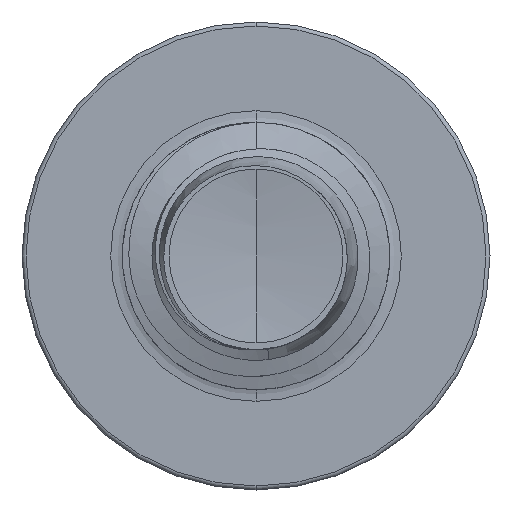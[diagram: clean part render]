
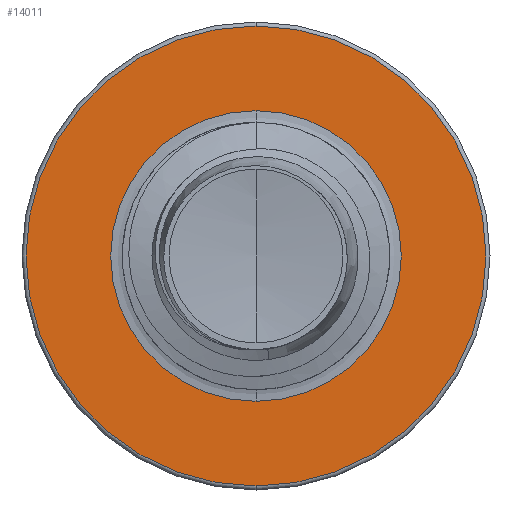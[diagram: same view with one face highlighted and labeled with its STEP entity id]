
A CAD part, front view. The second image highlights one B-rep face of the part: STEP entity #14011.
In plain terms, the highlighted planar face has unit normal (0, -1, 0).
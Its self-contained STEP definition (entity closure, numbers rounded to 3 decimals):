
#103 = VERTEX_POINT ( 'NONE', #8468 ) ;
#500 = CARTESIAN_POINT ( 'NONE',  ( 0., 4.5, 2.174 ) ) ;
#1078 = DIRECTION ( 'NONE',  ( 0., 0., 1. ) ) ;
#1086 = DIRECTION ( 'NONE',  ( 0., 1., 0. ) ) ;
#1106 = AXIS2_PLACEMENT_3D ( 'NONE', #5278, #5252, #5221 ) ;
#1116 = CARTESIAN_POINT ( 'NONE',  ( 0., 4.5, 0. ) ) ;
#1825 = CARTESIAN_POINT ( 'NONE',  ( 0., 4.5, 3.44 ) ) ;
#2077 = CIRCLE ( 'NONE', #2791, 2.174 ) ;
#2791 = AXIS2_PLACEMENT_3D ( 'NONE', #8264, #8244, #8239 ) ;
#3316 = CIRCLE ( 'NONE', #3379, 2.174 ) ;
#3379 = AXIS2_PLACEMENT_3D ( 'NONE', #6762, #6759, #6732 ) ;
#4231 = CARTESIAN_POINT ( 'NONE',  ( 0., 4.5, -3.44 ) ) ;
#4600 = FACE_OUTER_BOUND ( 'NONE', #16856, .T. ) ;
#4666 = DIRECTION ( 'NONE',  ( 0., 0., 1. ) ) ;
#4668 = DIRECTION ( 'NONE',  ( 0., 1., 0. ) ) ;
#4695 = CARTESIAN_POINT ( 'NONE',  ( 0., 4.5, 0. ) ) ;
#4911 = EDGE_CURVE ( 'NONE', #16590, #14227, #7297, .T. ) ;
#5221 = DIRECTION ( 'NONE',  ( 0., 0., 1. ) ) ;
#5252 = DIRECTION ( 'NONE',  ( 0., 1., 0. ) ) ;
#5278 = CARTESIAN_POINT ( 'NONE',  ( 0., 4.5, -2.174 ) ) ;
#5582 = PLANE ( 'NONE',  #1106 ) ;
#5616 = ORIENTED_EDGE ( 'NONE', *, *, #4911, .F. ) ;
#6732 = DIRECTION ( 'NONE',  ( 0., 0., 1. ) ) ;
#6759 = DIRECTION ( 'NONE',  ( 0., 1., 0. ) ) ;
#6762 = CARTESIAN_POINT ( 'NONE',  ( 0., 4.5, 0. ) ) ;
#7297 = CIRCLE ( 'NONE', #12192, 3.44 ) ;
#8239 = DIRECTION ( 'NONE',  ( 0., 0., 1. ) ) ;
#8244 = DIRECTION ( 'NONE',  ( 0., 1., 0. ) ) ;
#8264 = CARTESIAN_POINT ( 'NONE',  ( 0., 4.5, 0. ) ) ;
#8468 = CARTESIAN_POINT ( 'NONE',  ( 0., 4.5, -2.174 ) ) ;
#10179 = ORIENTED_EDGE ( 'NONE', *, *, #16329, .F. ) ;
#10811 = AXIS2_PLACEMENT_3D ( 'NONE', #4695, #4668, #4666 ) ;
#12192 = AXIS2_PLACEMENT_3D ( 'NONE', #1116, #1086, #1078 ) ;
#12663 = EDGE_CURVE ( 'NONE', #15709, #103, #3316, .T. ) ;
#14011 = ADVANCED_FACE ( 'NONE', ( #4600, #15970 ), #5582, .F. ) ;
#14185 = ORIENTED_EDGE ( 'NONE', *, *, #12663, .T. ) ;
#14227 = VERTEX_POINT ( 'NONE', #4231 ) ;
#15709 = VERTEX_POINT ( 'NONE', #500 ) ;
#15847 = EDGE_CURVE ( 'NONE', #103, #15709, #2077, .T. ) ;
#15970 = FACE_BOUND ( 'NONE', #16770, .T. ) ;
#16184 = CIRCLE ( 'NONE', #10811, 3.44 ) ;
#16329 = EDGE_CURVE ( 'NONE', #14227, #16590, #16184, .T. ) ;
#16398 = ORIENTED_EDGE ( 'NONE', *, *, #15847, .T. ) ;
#16590 = VERTEX_POINT ( 'NONE', #1825 ) ;
#16770 = EDGE_LOOP ( 'NONE', ( #14185, #16398 ) ) ;
#16856 = EDGE_LOOP ( 'NONE', ( #5616, #10179 ) ) ;
